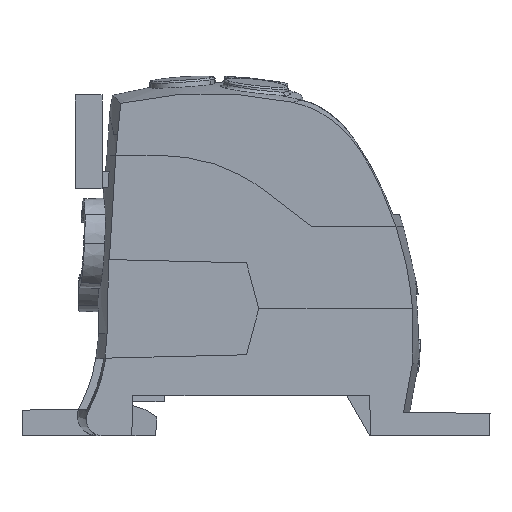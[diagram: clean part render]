
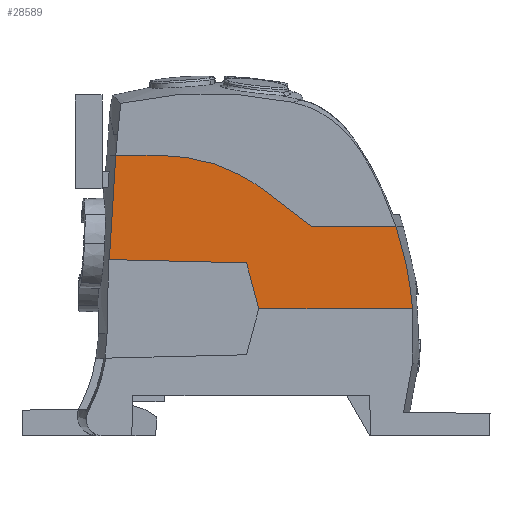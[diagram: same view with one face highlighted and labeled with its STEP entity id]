
A CAD part, left-side view. The second image highlights one B-rep face of the part: STEP entity #28589.
In plain terms, the highlighted planar face has unit normal (-1, 0, -0.005).
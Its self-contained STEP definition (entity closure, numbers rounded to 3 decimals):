
#28520=AXIS2_PLACEMENT_3D('Plane Axis2P3D',#28517,#28518,#28519) ;
#27593=CARTESIAN_POINT('Vertex',(0.101,14.068,31.314)) ;
#27597=CARTESIAN_POINT('Control Point',(0.101,14.068,31.314)) ;
#27598=CARTESIAN_POINT('Control Point',(0.122,12.752,27.33)) ;
#27599=CARTESIAN_POINT('Control Point',(0.144,11.92,23.185)) ;
#27600=CARTESIAN_POINT('Control Point',(0.166,11.595,19.)) ;
#27601=CARTESIAN_POINT('Vertex',(0.166,11.595,19.)) ;
#28499=CARTESIAN_POINT('Vertex',(0.101,26.669,31.314)) ;
#28502=CARTESIAN_POINT('Line Origine',(0.101,20.369,31.314)) ;
#28517=CARTESIAN_POINT('Axis2P3D Location',(0.166,57.,19.)) ;
#28522=CARTESIAN_POINT('Line Origine',(0.129,46.678,26.12)) ;
#28526=CARTESIAN_POINT('Vertex',(0.127,56.931,26.366)) ;
#28528=CARTESIAN_POINT('Vertex',(0.13,36.425,25.874)) ;
#28531=CARTESIAN_POINT('Line Origine',(0.148,35.504,22.437)) ;
#28535=CARTESIAN_POINT('Vertex',(0.166,34.584,19.)) ;
#28538=CARTESIAN_POINT('Line Origine',(0.166,23.09,19.)) ;
#28543=CARTESIAN_POINT('Line Origine',(0.087,30.217,34.019)) ;
#28547=CARTESIAN_POINT('Vertex',(0.073,33.765,36.723)) ;
#28551=CARTESIAN_POINT('Control Point',(0.046,49.194,41.933)) ;
#28552=CARTESIAN_POINT('Control Point',(0.046,46.723,41.933)) ;
#28553=CARTESIAN_POINT('Control Point',(0.047,44.252,41.633)) ;
#28554=CARTESIAN_POINT('Control Point',(0.05,41.829,41.033)) ;
#28555=CARTESIAN_POINT('Control Point',(0.057,38.709,39.842)) ;
#28556=CARTESIAN_POINT('Control Point',(0.065,35.841,38.174)) ;
#28557=CARTESIAN_POINT('Control Point',(0.068,35.129,37.719)) ;
#28558=CARTESIAN_POINT('Control Point',(0.07,34.436,37.235)) ;
#28559=CARTESIAN_POINT('Control Point',(0.073,33.765,36.723)) ;
#28560=CARTESIAN_POINT('Vertex',(0.046,49.194,41.933)) ;
#28563=CARTESIAN_POINT('Line Origine',(0.046,52.584,41.933)) ;
#28567=CARTESIAN_POINT('Vertex',(0.046,55.973,41.933)) ;
#28571=CARTESIAN_POINT('Control Point',(0.127,56.931,26.366)) ;
#28572=CARTESIAN_POINT('Control Point',(0.111,56.809,29.483)) ;
#28573=CARTESIAN_POINT('Control Point',(0.095,56.652,32.598)) ;
#28574=CARTESIAN_POINT('Control Point',(0.078,56.461,35.713)) ;
#28575=CARTESIAN_POINT('Control Point',(0.062,56.234,38.825)) ;
#28576=CARTESIAN_POINT('Control Point',(0.046,55.973,41.933)) ;
#28503=DIRECTION('Vector Direction',(0.,1.,0.)) ;
#28518=DIRECTION('Axis2P3D Direction',(1.,0.,0.005)) ;
#28519=DIRECTION('Axis2P3D XDirection',(0.,-1.,0.)) ;
#28523=DIRECTION('Vector Direction',(0.,-1.,-0.024)) ;
#28532=DIRECTION('Vector Direction',(-0.005,0.259,0.966)) ;
#28539=DIRECTION('Vector Direction',(0.,1.,0.)) ;
#28544=DIRECTION('Vector Direction',(-0.003,0.795,0.606)) ;
#28564=DIRECTION('Vector Direction',(0.,-1.,0.)) ;
#28504=VECTOR('Line Direction',#28503,1.) ;
#28524=VECTOR('Line Direction',#28523,1.) ;
#28533=VECTOR('Line Direction',#28532,1.) ;
#28540=VECTOR('Line Direction',#28539,1.) ;
#28545=VECTOR('Line Direction',#28544,1.) ;
#28565=VECTOR('Line Direction',#28564,1.) ;
#28579=ORIENTED_EDGE('',*,*,#28530,.T.) ;
#28580=ORIENTED_EDGE('',*,*,#28537,.F.) ;
#28581=ORIENTED_EDGE('',*,*,#28542,.F.) ;
#28582=ORIENTED_EDGE('',*,*,#27603,.F.) ;
#28583=ORIENTED_EDGE('',*,*,#28506,.T.) ;
#28584=ORIENTED_EDGE('',*,*,#28549,.T.) ;
#28585=ORIENTED_EDGE('',*,*,#28562,.F.) ;
#28586=ORIENTED_EDGE('',*,*,#28569,.F.) ;
#28587=ORIENTED_EDGE('',*,*,#28577,.F.) ;
#28589=ADVANCED_FACE('V2',(#28588),#28521,.F.) ;
#27596=B_SPLINE_CURVE_WITH_KNOTS('',3,(#27597,#27598,#27599,#27600),.UNSPECIFIED.,.F.,.U.,(4,4),(0.,17.72),.UNSPECIFIED.) ;
#28550=B_SPLINE_CURVE_WITH_KNOTS('',5,(#28551,#28552,#28553,#28554,#28555,#28556,#28557,#28558,#28559),.UNSPECIFIED.,.F.,.U.,(6,3,6),(0.,17.508,23.487),.UNSPECIFIED.) ;
#28570=B_SPLINE_CURVE_WITH_KNOTS('',5,(#28571,#28572,#28573,#28574,#28575,#28576),.UNSPECIFIED.,.F.,.U.,(6,6),(0.,22.059),.UNSPECIFIED.) ;
#27603=EDGE_CURVE('',#27594,#27602,#27596,.T.) ;
#28506=EDGE_CURVE('',#27594,#28500,#28505,.T.) ;
#28530=EDGE_CURVE('',#28527,#28529,#28525,.T.) ;
#28537=EDGE_CURVE('',#28536,#28529,#28534,.T.) ;
#28542=EDGE_CURVE('',#27602,#28536,#28541,.T.) ;
#28549=EDGE_CURVE('',#28500,#28548,#28546,.T.) ;
#28562=EDGE_CURVE('',#28561,#28548,#28550,.T.) ;
#28569=EDGE_CURVE('',#28568,#28561,#28566,.T.) ;
#28577=EDGE_CURVE('',#28527,#28568,#28570,.T.) ;
#28578=EDGE_LOOP('',(#28579,#28580,#28581,#28582,#28583,#28584,#28585,#28586,#28587)) ;
#28588=FACE_OUTER_BOUND('',#28578,.T.) ;
#28505=LINE('Line',#28502,#28504) ;
#28525=LINE('Line',#28522,#28524) ;
#28534=LINE('Line',#28531,#28533) ;
#28541=LINE('Line',#28538,#28540) ;
#28546=LINE('Line',#28543,#28545) ;
#28566=LINE('Line',#28563,#28565) ;
#28521=PLANE('',#28520) ;
#27594=VERTEX_POINT('',#27593) ;
#27602=VERTEX_POINT('',#27601) ;
#28500=VERTEX_POINT('',#28499) ;
#28527=VERTEX_POINT('',#28526) ;
#28529=VERTEX_POINT('',#28528) ;
#28536=VERTEX_POINT('',#28535) ;
#28548=VERTEX_POINT('',#28547) ;
#28561=VERTEX_POINT('',#28560) ;
#28568=VERTEX_POINT('',#28567) ;
